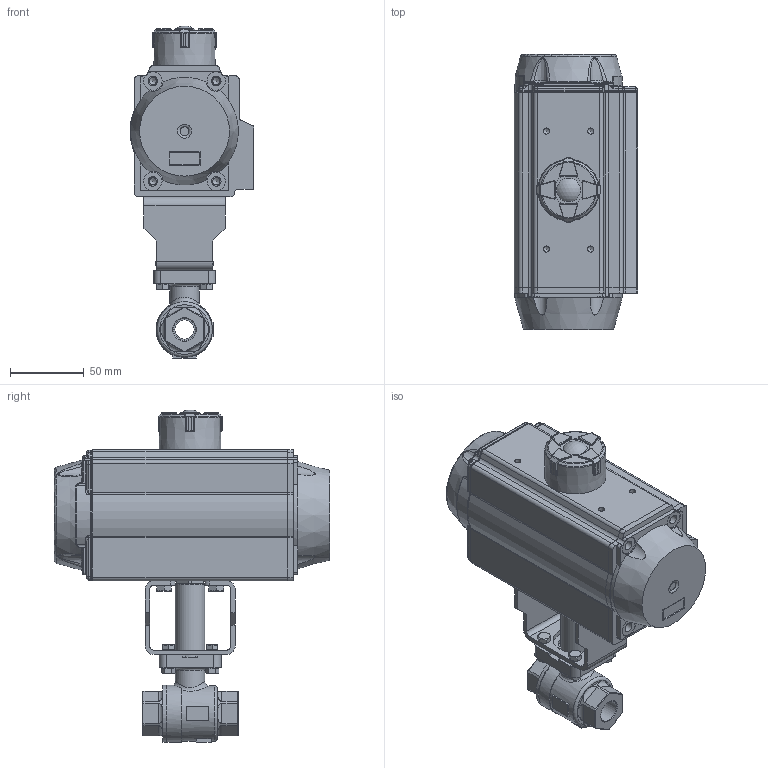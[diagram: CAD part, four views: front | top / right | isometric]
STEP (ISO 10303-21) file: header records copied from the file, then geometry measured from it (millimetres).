
FILE_DESCRIPTION(/* description */ ('Unknown'),/* implementation_level */ '2;1');
FILE_NAME(/* name */ 'PE02 9768-03',/* time_stamp */ '2025-03-28T10:25:54+01:00',/* author */ ('Unknown'),/* organization */ ('Unknown'),/* preprocessor_version */ 'ST-DEVELOPER v19.4',/* originating_system */ 'Solid Edge',/* authorisation */ 'Unknown');
FILE_SCHEMA (('AUTOMOTIVE_DESIGN {1 0 10303 214 3 1 1}'));
Products named in the file (17): PE02 9768-03; 49899006_Brücke F05-F04 Höhe 50; 8.550.012; DIN 933 M5x16 A2-70 BLK_EDST; PD03_PE02; vt65-2016-06-25; Optische Anzeige; ______; ________(___________; cup head nib bolts with large head gb_GB_FASTENER_BOLT_CHNBW M6X25-N; ____65______ ______; VT65_____________MIR; zhou65; VTE65____; 49860203_Spindeladapter Edelstahl_SW14x14x15_Tasche 9x9x12_BL 66_ø20; WUERTH 03225 hexagonal nut DIN 934  M5 A2 BLK_EDST; DIN 933 M6x12 A2-70 BLK_EDST
Assembly tree (29 placements, depth 4):
  PE02 9768-03
    49899006_Brücke F05-F04 Höhe 50
    8.550.012
    DIN 933 M5x16 A2-70 BLK_EDST  x4
    PD03_PE02
      vt65-2016-06-25
      Optische Anzeige
        ______
        ________(___________  x4
        cup head nib bolts with large head gb_GB_FASTENER_BOLT_CHNBW M6X25-N
      ____65______ ______  x2
      VT65_____________MIR
      zhou65
      VTE65____
    49860203_Spindeladapter Edelstahl_SW14x14x15_Tasche 9x9x12_BL 66_ø20
    WUERTH 03225 hexagonal nut DIN 934  M5 A2 BLK_EDST  x4
    DIN 933 M6x12 A2-70 BLK_EDST  x4
Bounding box: 83.89 x 186.5 x 225.1 mm (x, y, z)
Volume: 797759.6 mm3; surface area: 250989.3 mm2
Topology: 27 solids, 27 shells, 2614 faces, 6551 edges, 4083 vertices
Faces by surface type: plane 950, cylinder 781, bspline 419, torus 267, cone 164, sphere 33
Full cylindrical faces by diameter (mm): 3 x16, 3.3 x8, 4.134 x12, 4.66 x1, 4.917 x15, 5 x5, 6 x9, 6.2 x1, 6.5 x4, 6.647 x4, 7 x4, 8 x4, 10 x12, 11 x1, 11.4 x1, 11.445 x2, 11.5 x1, 12 x1, 12.5 x2, 12.9 x1, 13 x3, 14 x5, 14.95 x2, 15 x1, 16.2 x18, 17 x2, 20 x4, 22.5 x1, 23 x1, 24.2 x1
Entity records: 69828 total; most frequent: CARTESIAN_POINT 25718, ORIENTED_EDGE 9036, DIRECTION 8060, EDGE_CURVE 4518, AXIS2_PLACEMENT_3D 3083, VERTEX_POINT 3027, FACE_BOUND 2385, EDGE_LOOP 2361
